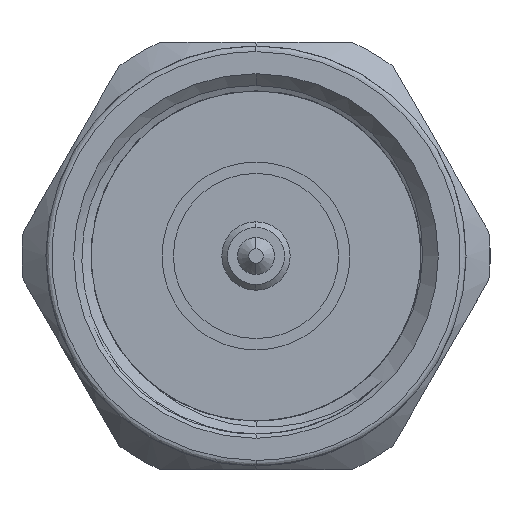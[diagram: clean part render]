
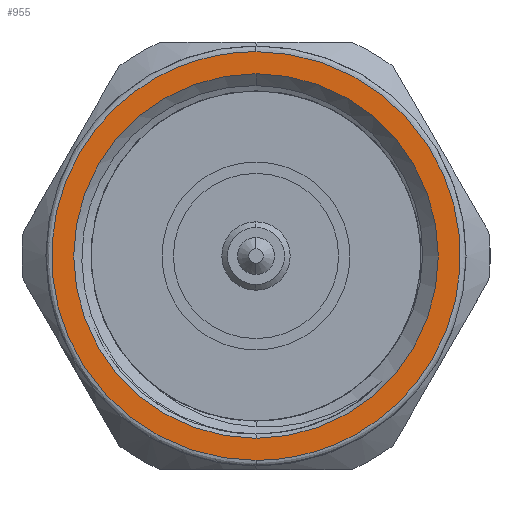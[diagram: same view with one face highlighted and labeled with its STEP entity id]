
A CAD part, left-side view. The second image highlights one B-rep face of the part: STEP entity #955.
In plain terms, the highlighted planar face has unit normal (-1, 0, 0).
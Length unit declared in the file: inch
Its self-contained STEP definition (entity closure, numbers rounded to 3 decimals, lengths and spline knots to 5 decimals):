
#58 = CARTESIAN_POINT ( 'NONE',  ( 0., 0., -0.32 ) ) ;
#135 = DIRECTION ( 'NONE',  ( 0., 0., -1. ) ) ;
#392 = CARTESIAN_POINT ( 'NONE',  ( 0., 0.36879, 0. ) ) ;
#426 = CARTESIAN_POINT ( 'NONE',  ( 0., 0., 0. ) ) ;
#586 = CARTESIAN_POINT ( 'NONE',  ( 0., -0.71759, 0.35879 ) ) ;
#833 = VERTEX_POINT ( 'NONE', #3184 ) ;
#844 = EDGE_CURVE ( 'NONE', #1950, #1144, #2596, .T. ) ;
#924 = DIRECTION ( 'NONE',  ( 1., 0., 0. ) ) ;
#955 = ADVANCED_FACE ( 'NONE', ( #3170, #2817 ), #2009, .F. ) ;
#1121 = CARTESIAN_POINT ( 'NONE',  ( 0., 0., 0.32 ) ) ;
#1144 = VERTEX_POINT ( 'NONE', #1121 ) ;
#1386 = AXIS2_PLACEMENT_3D ( 'NONE', #392, #924, #1500 ) ;
#1489 = VERTEX_POINT ( 'NONE', #2249 ) ;
#1500 = DIRECTION ( 'NONE',  ( 0., 0., 1. ) ) ;
#1530 = DIRECTION ( 'NONE',  ( 0., 0., -1. ) ) ;
#1631 = ORIENTED_EDGE ( 'NONE', *, *, #844, .F. ) ;
#1668 = CARTESIAN_POINT ( 'NONE',  ( 0., 0., 0.35879 ) ) ;
#1700 = EDGE_CURVE ( 'NONE', #1144, #1950, #3069, .T. ) ;
#1712 = DIRECTION ( 'NONE',  ( -1., 0., 0. ) ) ;
#1800 = CARTESIAN_POINT ( 'NONE',  ( 0., 0.71759, -0.35879 ) ) ;
#1888 = CARTESIAN_POINT ( 'NONE',  ( 0., -0.71759, -0.35879 ) ) ;
#1919 =( BOUNDED_CURVE ( )  B_SPLINE_CURVE ( 3, ( #3146, #1800, #2072, #3180 ),
 .UNSPECIFIED., .F., .F. ) 
 B_SPLINE_CURVE_WITH_KNOTS ( ( 4, 4 ),
 ( 0., 1. ),
 .UNSPECIFIED. ) 
 CURVE ( )  GEOMETRIC_REPRESENTATION_ITEM ( )  RATIONAL_B_SPLINE_CURVE ( ( 1., 0.333, 0.333, 1. ) ) 
 REPRESENTATION_ITEM ( '' )  );
#1925 = EDGE_CURVE ( 'NONE', #833, #1489, #2165, .T. ) ;
#1950 = VERTEX_POINT ( 'NONE', #58 ) ;
#2009 = PLANE ( 'NONE',  #1386 ) ;
#2072 = CARTESIAN_POINT ( 'NONE',  ( 0., 0.71759, 0.35879 ) ) ;
#2123 = DIRECTION ( 'NONE',  ( -1., 0., 0. ) ) ;
#2137 = AXIS2_PLACEMENT_3D ( 'NONE', #2611, #1712, #135 ) ;
#2165 =( BOUNDED_CURVE ( )  B_SPLINE_CURVE ( 3, ( #1668, #586, #1888, #2790 ),
 .UNSPECIFIED., .F., .F. ) 
 B_SPLINE_CURVE_WITH_KNOTS ( ( 4, 4 ),
 ( 0., 1. ),
 .UNSPECIFIED. ) 
 CURVE ( )  GEOMETRIC_REPRESENTATION_ITEM ( )  RATIONAL_B_SPLINE_CURVE ( ( 1., 0.333, 0.333, 1. ) ) 
 REPRESENTATION_ITEM ( '' )  );
#2249 = CARTESIAN_POINT ( 'NONE',  ( 0., 0., -0.35879 ) ) ;
#2490 = ORIENTED_EDGE ( 'NONE', *, *, #1700, .F. ) ;
#2596 = CIRCLE ( 'NONE', #3002, 0.32 ) ;
#2611 = CARTESIAN_POINT ( 'NONE',  ( 0., 0., 0. ) ) ;
#2691 = EDGE_LOOP ( 'NONE', ( #2759, #2926 ) ) ;
#2759 = ORIENTED_EDGE ( 'NONE', *, *, #1925, .F. ) ;
#2764 = EDGE_LOOP ( 'NONE', ( #1631, #2490 ) ) ;
#2790 = CARTESIAN_POINT ( 'NONE',  ( 0., 0., -0.35879 ) ) ;
#2817 = FACE_BOUND ( 'NONE', #2764, .T. ) ;
#2869 = EDGE_CURVE ( 'NONE', #1489, #833, #1919, .T. ) ;
#2926 = ORIENTED_EDGE ( 'NONE', *, *, #2869, .F. ) ;
#3002 = AXIS2_PLACEMENT_3D ( 'NONE', #426, #2123, #1530 ) ;
#3069 = CIRCLE ( 'NONE', #2137, 0.32 ) ;
#3146 = CARTESIAN_POINT ( 'NONE',  ( 0., 0., -0.35879 ) ) ;
#3170 = FACE_OUTER_BOUND ( 'NONE', #2691, .T. ) ;
#3180 = CARTESIAN_POINT ( 'NONE',  ( 0., 0., 0.35879 ) ) ;
#3184 = CARTESIAN_POINT ( 'NONE',  ( 0., 0., 0.35879 ) ) ;
